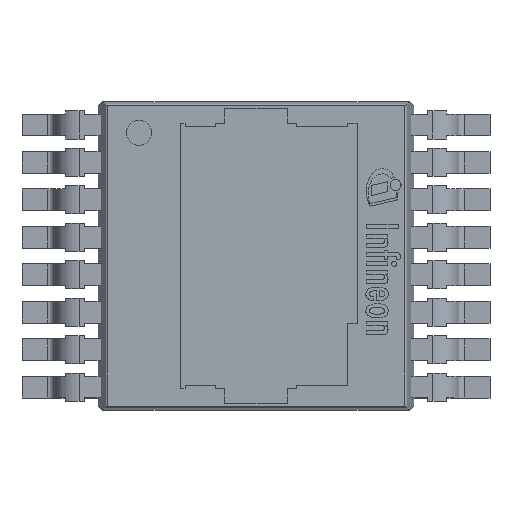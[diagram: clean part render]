
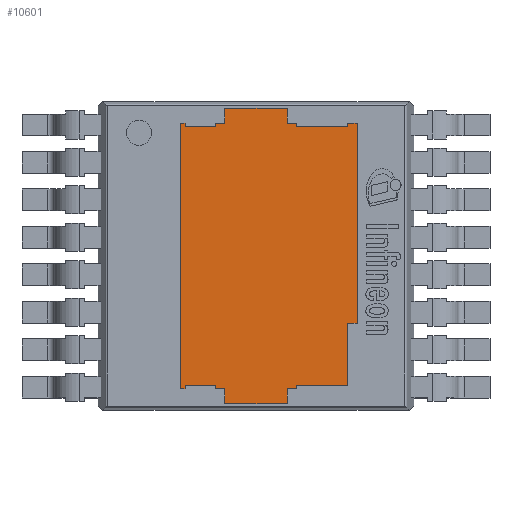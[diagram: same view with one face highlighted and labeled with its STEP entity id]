
A CAD part, top view. The second image highlights one B-rep face of the part: STEP entity #10601.
In plain terms, the highlighted planar face has unit normal (0, 0, 1).
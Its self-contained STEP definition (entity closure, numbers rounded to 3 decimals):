
#643=LINE('',#16543,#1886);
#645=LINE('',#16547,#1888);
#647=LINE('',#16551,#1890);
#649=LINE('',#16555,#1892);
#651=LINE('',#16559,#1894);
#653=LINE('',#16563,#1896);
#655=LINE('',#16567,#1898);
#657=LINE('',#16571,#1900);
#659=LINE('',#16575,#1902);
#661=LINE('',#16579,#1904);
#663=LINE('',#16583,#1906);
#665=LINE('',#16587,#1908);
#667=LINE('',#16591,#1910);
#669=LINE('',#16595,#1912);
#671=LINE('',#16599,#1914);
#673=LINE('',#16603,#1916);
#675=LINE('',#16607,#1918);
#677=LINE('',#16611,#1920);
#679=LINE('',#16615,#1922);
#681=LINE('',#16619,#1924);
#683=LINE('',#16623,#1926);
#685=LINE('',#16627,#1928);
#687=LINE('',#16631,#1930);
#689=LINE('',#16635,#1932);
#691=LINE('',#16639,#1934);
#693=LINE('',#16643,#1936);
#695=LINE('',#16647,#1938);
#697=LINE('',#16650,#1940);
#1886=VECTOR('',#12921,1.);
#1888=VECTOR('',#12925,1.);
#1890=VECTOR('',#12929,1.);
#1892=VECTOR('',#12933,1.);
#1894=VECTOR('',#12937,1.);
#1896=VECTOR('',#12941,1.);
#1898=VECTOR('',#12945,1.);
#1900=VECTOR('',#12949,1.);
#1902=VECTOR('',#12953,1.);
#1904=VECTOR('',#12957,1.);
#1906=VECTOR('',#12961,1.);
#1908=VECTOR('',#12965,1.);
#1910=VECTOR('',#12969,1.);
#1912=VECTOR('',#12973,1.);
#1914=VECTOR('',#12977,1.);
#1916=VECTOR('',#12981,1.);
#1918=VECTOR('',#12985,1.);
#1920=VECTOR('',#12989,1.);
#1922=VECTOR('',#12993,1.);
#1924=VECTOR('',#12997,1.);
#1926=VECTOR('',#13001,1.);
#1928=VECTOR('',#13005,1.);
#1930=VECTOR('',#13009,1.);
#1932=VECTOR('',#13013,1.);
#1934=VECTOR('',#13017,1.);
#1936=VECTOR('',#13021,1.);
#1938=VECTOR('',#13025,1.);
#1940=VECTOR('',#13029,1.);
#2886=PLANE('',#11288);
#3431=FACE_OUTER_BOUND('',#4032,.T.);
#4032=EDGE_LOOP('',(#8519,#8520,#8521,#8522,#8523,#8524,#8525,#8526,#8527,
#8528,#8529,#8530,#8531,#8532,#8533,#8534,#8535,#8536,#8537,#8538,#8539,
#8540,#8541,#8542,#8543,#8544,#8545,#8546));
#5001=VERTEX_POINT('',#16540);
#5002=VERTEX_POINT('',#16542);
#5003=VERTEX_POINT('',#16546);
#5004=VERTEX_POINT('',#16550);
#5005=VERTEX_POINT('',#16554);
#5006=VERTEX_POINT('',#16558);
#5007=VERTEX_POINT('',#16562);
#5008=VERTEX_POINT('',#16566);
#5009=VERTEX_POINT('',#16570);
#5010=VERTEX_POINT('',#16574);
#5011=VERTEX_POINT('',#16578);
#5012=VERTEX_POINT('',#16582);
#5013=VERTEX_POINT('',#16586);
#5014=VERTEX_POINT('',#16590);
#5015=VERTEX_POINT('',#16594);
#5016=VERTEX_POINT('',#16598);
#5017=VERTEX_POINT('',#16602);
#5018=VERTEX_POINT('',#16606);
#5019=VERTEX_POINT('',#16610);
#5020=VERTEX_POINT('',#16614);
#5021=VERTEX_POINT('',#16618);
#5022=VERTEX_POINT('',#16622);
#5023=VERTEX_POINT('',#16626);
#5024=VERTEX_POINT('',#16630);
#5025=VERTEX_POINT('',#16634);
#5026=VERTEX_POINT('',#16638);
#5027=VERTEX_POINT('',#16642);
#5028=VERTEX_POINT('',#16646);
#6240=EDGE_CURVE('',#5002,#5001,#643,.T.);
#6242=EDGE_CURVE('',#5003,#5002,#645,.T.);
#6244=EDGE_CURVE('',#5004,#5003,#647,.T.);
#6246=EDGE_CURVE('',#5005,#5004,#649,.T.);
#6248=EDGE_CURVE('',#5006,#5005,#651,.T.);
#6250=EDGE_CURVE('',#5007,#5006,#653,.T.);
#6252=EDGE_CURVE('',#5008,#5007,#655,.T.);
#6254=EDGE_CURVE('',#5009,#5008,#657,.T.);
#6256=EDGE_CURVE('',#5010,#5009,#659,.T.);
#6258=EDGE_CURVE('',#5011,#5010,#661,.T.);
#6260=EDGE_CURVE('',#5012,#5011,#663,.T.);
#6262=EDGE_CURVE('',#5013,#5012,#665,.T.);
#6264=EDGE_CURVE('',#5014,#5013,#667,.T.);
#6266=EDGE_CURVE('',#5015,#5014,#669,.T.);
#6268=EDGE_CURVE('',#5016,#5015,#671,.T.);
#6270=EDGE_CURVE('',#5017,#5016,#673,.T.);
#6272=EDGE_CURVE('',#5018,#5017,#675,.T.);
#6274=EDGE_CURVE('',#5019,#5018,#677,.T.);
#6276=EDGE_CURVE('',#5020,#5019,#679,.T.);
#6278=EDGE_CURVE('',#5021,#5020,#681,.T.);
#6280=EDGE_CURVE('',#5022,#5021,#683,.T.);
#6282=EDGE_CURVE('',#5023,#5022,#685,.T.);
#6284=EDGE_CURVE('',#5024,#5023,#687,.T.);
#6286=EDGE_CURVE('',#5025,#5024,#689,.T.);
#6288=EDGE_CURVE('',#5026,#5025,#691,.T.);
#6290=EDGE_CURVE('',#5027,#5026,#693,.T.);
#6292=EDGE_CURVE('',#5028,#5027,#695,.T.);
#6294=EDGE_CURVE('',#5001,#5028,#697,.T.);
#8519=ORIENTED_EDGE('',*,*,#6294,.T.);
#8520=ORIENTED_EDGE('',*,*,#6292,.T.);
#8521=ORIENTED_EDGE('',*,*,#6290,.T.);
#8522=ORIENTED_EDGE('',*,*,#6288,.T.);
#8523=ORIENTED_EDGE('',*,*,#6286,.T.);
#8524=ORIENTED_EDGE('',*,*,#6284,.T.);
#8525=ORIENTED_EDGE('',*,*,#6282,.T.);
#8526=ORIENTED_EDGE('',*,*,#6280,.T.);
#8527=ORIENTED_EDGE('',*,*,#6278,.T.);
#8528=ORIENTED_EDGE('',*,*,#6276,.T.);
#8529=ORIENTED_EDGE('',*,*,#6274,.T.);
#8530=ORIENTED_EDGE('',*,*,#6272,.T.);
#8531=ORIENTED_EDGE('',*,*,#6270,.T.);
#8532=ORIENTED_EDGE('',*,*,#6268,.T.);
#8533=ORIENTED_EDGE('',*,*,#6266,.T.);
#8534=ORIENTED_EDGE('',*,*,#6264,.T.);
#8535=ORIENTED_EDGE('',*,*,#6262,.T.);
#8536=ORIENTED_EDGE('',*,*,#6260,.T.);
#8537=ORIENTED_EDGE('',*,*,#6258,.T.);
#8538=ORIENTED_EDGE('',*,*,#6256,.T.);
#8539=ORIENTED_EDGE('',*,*,#6254,.T.);
#8540=ORIENTED_EDGE('',*,*,#6252,.T.);
#8541=ORIENTED_EDGE('',*,*,#6250,.T.);
#8542=ORIENTED_EDGE('',*,*,#6248,.T.);
#8543=ORIENTED_EDGE('',*,*,#6246,.T.);
#8544=ORIENTED_EDGE('',*,*,#6244,.T.);
#8545=ORIENTED_EDGE('',*,*,#6242,.T.);
#8546=ORIENTED_EDGE('',*,*,#6240,.T.);
#10601=ADVANCED_FACE('',(#3431),#2886,.T.);
#11288=AXIS2_PLACEMENT_3D('',#16651,#13030,#13031);
#12921=DIRECTION('',(0.,-1.,0.));
#12925=DIRECTION('',(-1.,0.,0.));
#12929=DIRECTION('',(0.,1.,0.));
#12933=DIRECTION('',(-1.,0.,0.));
#12937=DIRECTION('',(0.,1.,0.));
#12941=DIRECTION('',(-1.,0.,0.));
#12945=DIRECTION('',(0.,-1.,0.));
#12949=DIRECTION('',(-1.,0.,0.));
#12953=DIRECTION('',(0.,1.,0.));
#12957=DIRECTION('',(1.,0.,0.));
#12961=DIRECTION('',(0.,1.,0.));
#12965=DIRECTION('',(1.,0.,0.));
#12969=DIRECTION('',(0.,1.,0.));
#12973=DIRECTION('',(1.,0.,0.));
#12977=DIRECTION('',(0.,1.,0.));
#12981=DIRECTION('',(1.,0.,0.));
#12985=DIRECTION('',(0.,-1.,0.));
#12989=DIRECTION('',(1.,0.,0.));
#12993=DIRECTION('',(0.,-1.,0.));
#12997=DIRECTION('',(1.,0.,0.));
#13001=DIRECTION('',(0.,1.,0.));
#13005=DIRECTION('',(1.,0.,0.));
#13009=DIRECTION('',(0.,-1.,0.));
#13013=DIRECTION('',(-1.,0.,0.));
#13017=DIRECTION('',(0.,1.,0.));
#13021=DIRECTION('',(-1.,0.,0.));
#13025=DIRECTION('',(0.,-1.,0.));
#13029=DIRECTION('',(-1.,0.,0.));
#13030=DIRECTION('center_axis',(0.,0.,1.));
#13031=DIRECTION('ref_axis',(0.,-1.,0.));
#16540=CARTESIAN_POINT('',(-1.,4.25,2.35));
#16542=CARTESIAN_POINT('',(-1.,4.73,2.35));
#16543=CARTESIAN_POINT('',(-1.,4.73,2.35));
#16546=CARTESIAN_POINT('',(1.,4.73,2.35));
#16547=CARTESIAN_POINT('',(1.,4.73,2.35));
#16550=CARTESIAN_POINT('',(1.,4.25,2.35));
#16551=CARTESIAN_POINT('',(1.,4.25,2.35));
#16554=CARTESIAN_POINT('',(1.304,4.25,2.35));
#16555=CARTESIAN_POINT('',(1.304,4.25,2.35));
#16558=CARTESIAN_POINT('',(1.304,4.15,2.35));
#16559=CARTESIAN_POINT('',(1.304,4.15,2.35));
#16562=CARTESIAN_POINT('',(2.94,4.15,2.35));
#16563=CARTESIAN_POINT('',(2.94,4.15,2.35));
#16566=CARTESIAN_POINT('',(2.94,4.25,2.35));
#16567=CARTESIAN_POINT('',(2.94,4.25,2.35));
#16570=CARTESIAN_POINT('',(3.24,4.25,2.35));
#16571=CARTESIAN_POINT('',(3.24,4.25,2.35));
#16574=CARTESIAN_POINT('',(3.24,-2.15,2.35));
#16575=CARTESIAN_POINT('',(3.24,-2.15,2.35));
#16578=CARTESIAN_POINT('',(2.94,-2.15,2.35));
#16579=CARTESIAN_POINT('',(2.94,-2.15,2.35));
#16582=CARTESIAN_POINT('',(2.94,-4.15,2.35));
#16583=CARTESIAN_POINT('',(2.94,-4.15,2.35));
#16586=CARTESIAN_POINT('',(1.304,-4.15,2.35));
#16587=CARTESIAN_POINT('',(1.304,-4.15,2.35));
#16590=CARTESIAN_POINT('',(1.304,-4.25,2.35));
#16591=CARTESIAN_POINT('',(1.304,-4.25,2.35));
#16594=CARTESIAN_POINT('',(1.,-4.25,2.35));
#16595=CARTESIAN_POINT('',(1.,-4.25,2.35));
#16598=CARTESIAN_POINT('',(1.,-4.73,2.35));
#16599=CARTESIAN_POINT('',(1.,-4.73,2.35));
#16602=CARTESIAN_POINT('',(-1.,-4.73,2.35));
#16603=CARTESIAN_POINT('',(-1.,-4.73,2.35));
#16606=CARTESIAN_POINT('',(-1.,-4.25,2.35));
#16607=CARTESIAN_POINT('',(-1.,-4.25,2.35));
#16610=CARTESIAN_POINT('',(-1.3,-4.25,2.35));
#16611=CARTESIAN_POINT('',(-1.3,-4.25,2.35));
#16614=CARTESIAN_POINT('',(-1.3,-4.15,2.35));
#16615=CARTESIAN_POINT('',(-1.3,-4.15,2.35));
#16618=CARTESIAN_POINT('',(-2.27,-4.15,2.35));
#16619=CARTESIAN_POINT('',(-2.27,-4.15,2.35));
#16622=CARTESIAN_POINT('',(-2.27,-4.25,2.35));
#16623=CARTESIAN_POINT('',(-2.27,-4.25,2.35));
#16626=CARTESIAN_POINT('',(-2.43,-4.25,2.35));
#16627=CARTESIAN_POINT('',(-2.43,-4.25,2.35));
#16630=CARTESIAN_POINT('',(-2.43,4.25,2.35));
#16631=CARTESIAN_POINT('',(-2.43,4.25,2.35));
#16634=CARTESIAN_POINT('',(-2.27,4.25,2.35));
#16635=CARTESIAN_POINT('',(-2.27,4.25,2.35));
#16638=CARTESIAN_POINT('',(-2.27,4.15,2.35));
#16639=CARTESIAN_POINT('',(-2.27,4.15,2.35));
#16642=CARTESIAN_POINT('',(-1.3,4.15,2.35));
#16643=CARTESIAN_POINT('',(-1.3,4.15,2.35));
#16646=CARTESIAN_POINT('',(-1.3,4.25,2.35));
#16647=CARTESIAN_POINT('',(-1.3,4.25,2.35));
#16650=CARTESIAN_POINT('',(-1.,4.25,2.35));
#16651=CARTESIAN_POINT('Origin',(0.337,0.048,2.35));
